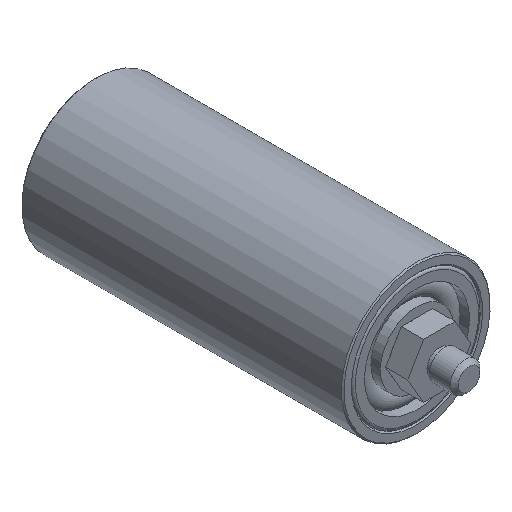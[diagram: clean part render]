
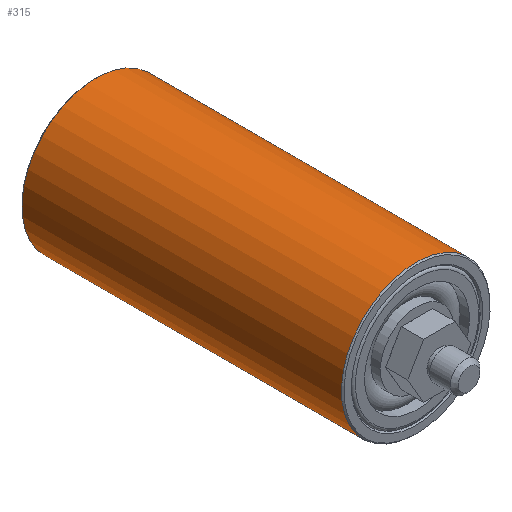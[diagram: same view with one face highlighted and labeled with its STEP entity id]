
A CAD part, isometric view. The second image highlights one B-rep face of the part: STEP entity #315.
In plain terms, the highlighted cylindrical face has radius 30 mm (diameter 60 mm), a full revolution.
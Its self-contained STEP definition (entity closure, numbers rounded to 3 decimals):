
#4 = DIRECTION ( 'NONE',  ( 0., 1., 0. ) ) ;
#34 = EDGE_LOOP ( 'NONE', ( #451 ) ) ;
#62 = EDGE_CURVE ( 'NONE', #71, #71, #687, .T. ) ;
#65 = AXIS2_PLACEMENT_3D ( 'NONE', #436, #4, #270 ) ;
#71 = VERTEX_POINT ( 'NONE', #561 ) ;
#117 = VERTEX_POINT ( 'NONE', #677 ) ;
#121 = CIRCLE ( 'NONE', #550, 30. ) ;
#138 = EDGE_CURVE ( 'NONE', #117, #117, #121, .T. ) ;
#244 = DIRECTION ( 'NONE',  ( 0.548, 0., 0.836 ) ) ;
#264 = ORIENTED_EDGE ( 'NONE', *, *, #62, .T. ) ;
#270 = DIRECTION ( 'NONE',  ( -0.548, 0., -0.836 ) ) ;
#315 = ADVANCED_FACE ( 'NONE', ( #423, #696 ), #473, .T. ) ;
#336 = CARTESIAN_POINT ( 'NONE',  ( -119.423, 119.342, 0. ) ) ;
#409 = DIRECTION ( 'NONE',  ( 0., -1., 0. ) ) ;
#423 = FACE_OUTER_BOUND ( 'NONE', #430, .T. ) ;
#430 = EDGE_LOOP ( 'NONE', ( #264 ) ) ;
#436 = CARTESIAN_POINT ( 'NONE',  ( -119.423, -9.658, 0. ) ) ;
#451 = ORIENTED_EDGE ( 'NONE', *, *, #138, .T. ) ;
#464 = CARTESIAN_POINT ( 'NONE',  ( -119.423, -10.158, 0. ) ) ;
#473 = CYLINDRICAL_SURFACE ( 'NONE', #661, 30. ) ;
#550 = AXIS2_PLACEMENT_3D ( 'NONE', #336, #409, #244 ) ;
#561 = CARTESIAN_POINT ( 'NONE',  ( -135.862, -9.658, -25.095 ) ) ;
#581 = DIRECTION ( 'NONE',  ( 0.548, 0., 0.836 ) ) ;
#661 = AXIS2_PLACEMENT_3D ( 'NONE', #464, #701, #581 ) ;
#677 = CARTESIAN_POINT ( 'NONE',  ( -102.984, 119.342, 25.095 ) ) ;
#687 = CIRCLE ( 'NONE', #65, 30. ) ;
#696 = FACE_OUTER_BOUND ( 'NONE', #34, .T. ) ;
#701 = DIRECTION ( 'NONE',  ( 0., -1., 0. ) ) ;
